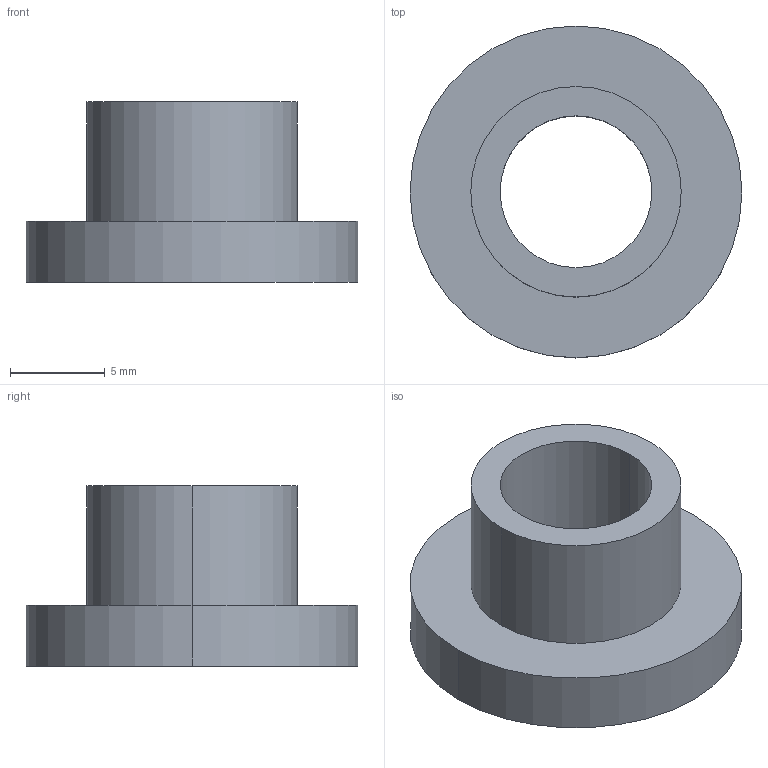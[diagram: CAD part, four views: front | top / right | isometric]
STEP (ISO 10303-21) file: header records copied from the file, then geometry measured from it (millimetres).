
FILE_DESCRIPTION (( 'STEP AP214' ), '1' );
FILE_NAME ('05574-Insulating Bush Nylon 11.1mm M8.STEP', '2018-12-03T20:13:40', ( '' ), ( '' ), 'SwSTEP 2.0', 'SolidWorks 2018', '' );
FILE_SCHEMA (( 'AUTOMOTIVE_DESIGN' ));
Length unit declared in the file: millimetre
Products named in the file (2): 05574-Insulating Bush Nylon 11.1mm M8
Bounding box: 17.5 x 17.5 x 9.5 mm (x, y, z)
Volume: 900.9 mm3; surface area: 1033.1 mm2
Topology: 1 solids, 1 shells, 270 faces, 726 edges, 484 vertices
Faces by surface type: plane 168, bspline 96, cylinder 6
Entity records: 13807 total; most frequent: CARTESIAN_POINT 7626, ORIENTED_EDGE 1452, DIRECTION 898, EDGE_CURVE 726, VECTOR 522, LINE 522, VERTEX_POINT 484, EDGE_LOOP 298
